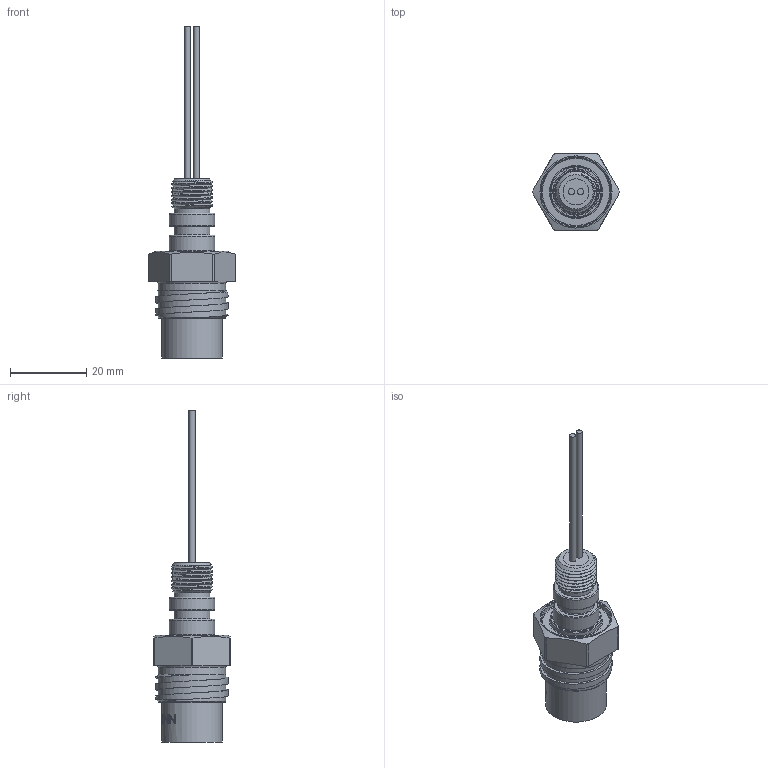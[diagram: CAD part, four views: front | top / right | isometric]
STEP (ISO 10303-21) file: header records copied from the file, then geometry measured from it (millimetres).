
FILE_DESCRIPTION(/* description */ (''),/* implementation_level */ '2;1');
FILE_NAME(/* name */ 'MCBH2F 2 O-ring 20mm Hex.stp',/* time_stamp */ '2014-11-26T15:21:54+01:00',/* author */ ('sh'),/* organization */ (''),/* preprocessor_version */ 'ST-DEVELOPER v15.2',/* originating_system */ 'Autodesk Inventor 2014',/* authorisation */ '');
FILE_SCHEMA (('AUTOMOTIVE_DESIGN { 1 0 10303 214 3 1 1 }'));
Length unit declared in the file: millimetre
Products named in the file (1): MCBH2F 2 O-ring 20mm Hex
Bounding box: 22.87 x 19.94 x 86.96 mm (x, y, z)
Volume: 7937.1 mm3; surface area: 7015.5 mm2
Topology: 5 solids, 5 shells, 222 faces, 576 edges, 386 vertices
Faces by surface type: plane 78, bspline 72, cylinder 41, torus 18, cone 13
Full cylindrical faces by diameter (mm): 1.575 x2, 3.175 x1, 4.775 x6, 5.537 x2, 7.264 x1, 9.322 x1, 9.398 x1, 11.918 x2, 13.5 x1, 15.875 x1, 15.9 x1, 17.628 x1, 17.971 x1
Entity records: 14706 total; most frequent: CARTESIAN_POINT 9840, ORIENTED_EDGE 1004, DIRECTION 736, EDGE_CURVE 502, VERTEX_POINT 365, EDGE_LOOP 293, AXIS2_PLACEMENT_3D 269, ADVANCED_FACE 219
